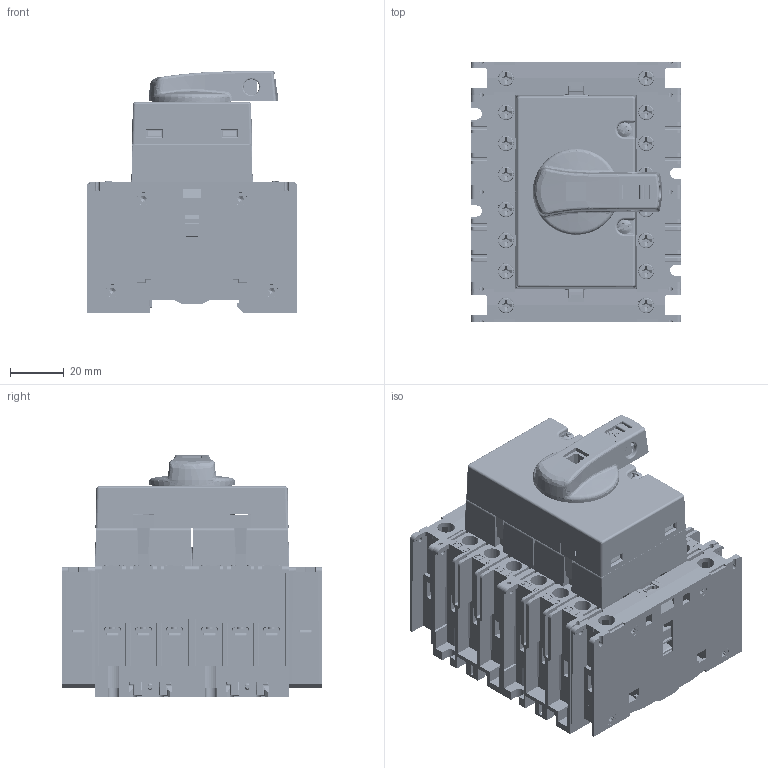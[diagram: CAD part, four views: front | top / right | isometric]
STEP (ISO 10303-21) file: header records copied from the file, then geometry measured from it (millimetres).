
FILE_DESCRIPTION(/* description */ (''),/* implementation_level */ '2;1');
FILE_NAME(/* name */ 'FILE_STP_CAD_DRAWING_3D-GA025-063SAET8_prt.stp',/* time_stamp */ '2022-01-24T08:24:07+01:00',/* author */ (''),/* organization */ (''),/* preprocessor_version */ 'ST-DEVELOPER v16.7',/* originating_system */ 'SIEMENS PLM Software NX 12.0',/* authorisation */ '');
FILE_SCHEMA (('AUTOMOTIVE_DESIGN { 1 0 10303 214 3 1 1 1 }'));
Products named in the file (1): 3D-GA025-063SAET8
Bounding box: 78 x 96.2 x 89.7 mm (x, y, z)
Surface area: 126237.7 mm2 (no closed solid volume)
Topology: 0 solids, 153 shells, 5438 faces, 20529 edges, 15120 vertices
Faces by surface type: plane 3636, cylinder 1146, bspline 362, cone 139, torus 139, sphere 16
Full cylindrical faces by diameter (mm): 1.8 x16, 2 x4, 2.2 x3, 2.9 x16, 3 x1, 3.2 x1, 3.3 x1, 3.31 x14, 3.5 x1, 3.55 x14, 4 x14, 4.75 x9, 4.8 x8, 4.9 x8, 5.4 x2, 5.6 x1, 5.8 x4, 6.2 x12, 14 x1
Entity records: 249192 total; most frequent: CARTESIAN_POINT 80795, ORIENTED_EDGE 32749, DIRECTION 32034, EDGE_CURVE 20147, VERTEX_POINT 15009, LINE 14822, VECTOR 14822, AXIS2_PLACEMENT_3D 8606
